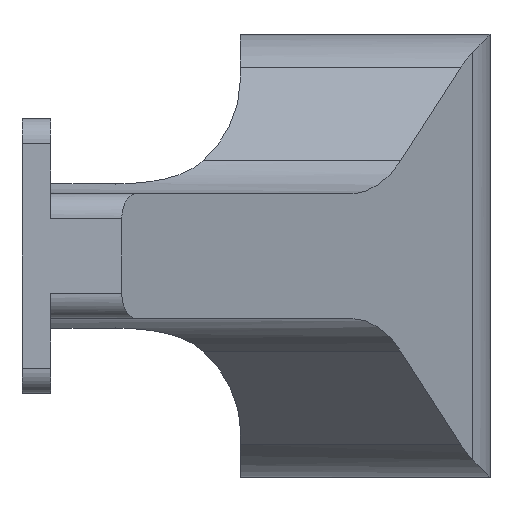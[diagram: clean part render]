
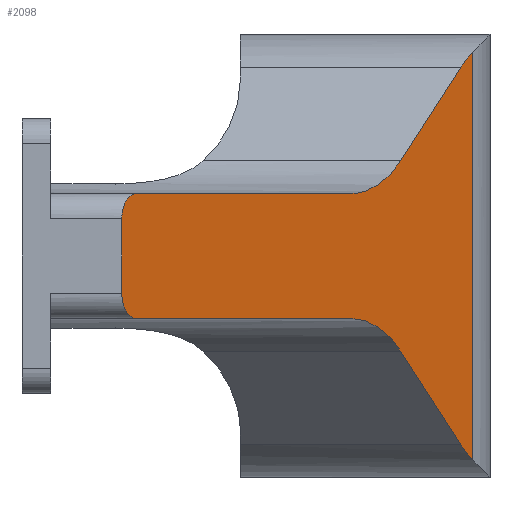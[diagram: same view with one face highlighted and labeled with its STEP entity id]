
A CAD part, left-side view. The second image highlights one B-rep face of the part: STEP entity #2098.
In plain terms, the highlighted planar face has unit normal (-0.508, -0.861, 0).
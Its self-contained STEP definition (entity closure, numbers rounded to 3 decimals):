
#4 = CARTESIAN_POINT ( 'NONE',  ( 36.516, -7.956, -15.575 ) ) ;
#76 = LINE ( 'NONE', #279, #1572 ) ;
#130 = EDGE_CURVE ( 'NONE', #2377, #2392, #896, .T. ) ;
#133 = CARTESIAN_POINT ( 'NONE',  ( 25.981, -1.741, -5.918 ) ) ;
#225 = LINE ( 'NONE', #803, #642 ) ;
#232 = VERTEX_POINT ( 'NONE', #801 ) ;
#279 = CARTESIAN_POINT ( 'NONE',  ( -10.02, 19.5, 18.75 ) ) ;
#310 = LINE ( 'NONE', #2507, #355 ) ;
#311 = VECTOR ( 'NONE', #402, 1000. ) ;
#321 = CARTESIAN_POINT ( 'NONE',  ( -9.192, 19.011, -5. ) ) ;
#322 = CARTESIAN_POINT ( 'NONE',  ( 21.09, 1.145, -5. ) ) ;
#326 = CARTESIAN_POINT ( 'NONE',  ( -10.02, 19.5, 18.75 ) ) ;
#352 = ORIENTED_EDGE ( 'NONE', *, *, #2444, .T. ) ;
#355 = VECTOR ( 'NONE', #2339, 1000. ) ;
#395 = CARTESIAN_POINT ( 'NONE',  ( 36.022, -7.665, 15.122 ) ) ;
#402 = DIRECTION ( 'NONE',  ( -0.676, 0.399, 0.62 ) ) ;
#424 = CARTESIAN_POINT ( 'NONE',  ( -8.02, 18.32, -5. ) ) ;
#441 = CARTESIAN_POINT ( 'NONE',  ( 27.366, -2.558, -7.187 ) ) ;
#462 = CARTESIAN_POINT ( 'NONE',  ( -8.02, 18.32, 5. ) ) ;
#519 = CARTESIAN_POINT ( 'NONE',  ( -29.979, 31.276, -5. ) ) ;
#522 = PLANE ( 'NONE',  #967 ) ;
#578 = CARTESIAN_POINT ( 'NONE',  ( 37.629, -8.613, 16.322 ) ) ;
#583 = CARTESIAN_POINT ( 'NONE',  ( 21.09, 1.145, 5. ) ) ;
#587 = EDGE_CURVE ( 'NONE', #1120, #2359, #1437, .T. ) ;
#614 = VERTEX_POINT ( 'NONE', #1421 ) ;
#619 = CARTESIAN_POINT ( 'NONE',  ( 36.022, -7.665, -15.122 ) ) ;
#630 = ORIENTED_EDGE ( 'NONE', *, *, #2427, .T. ) ;
#633 = CARTESIAN_POINT ( 'NONE',  ( 37.054, -8.273, -15.976 ) ) ;
#642 = VECTOR ( 'NONE', #1788, 1000. ) ;
#708 = CARTESIAN_POINT ( 'NONE',  ( -10.02, 19.5, -3. ) ) ;
#709 =( BOUNDED_CURVE ( )  B_SPLINE_CURVE ( 3, ( #322, #2111, #133, #2124 ),
 .UNSPECIFIED., .F., .T. ) 
 B_SPLINE_CURVE_WITH_KNOTS ( ( 4, 4 ),
 ( 1.571, 2.313 ),
 .UNSPECIFIED. ) 
 CURVE ( )  GEOMETRIC_REPRESENTATION_ITEM ( )  RATIONAL_B_SPLINE_CURVE ( ( 1., 0.955, 0.955, 1. ) ) 
 REPRESENTATION_ITEM ( '' )  );
#714 = FACE_OUTER_BOUND ( 'NONE', #2368, .T. ) ;
#741 = LINE ( 'NONE', #2365, #2306 ) ;
#787 = EDGE_CURVE ( 'NONE', #2297, #2377, #76, .T. ) ;
#790 = CARTESIAN_POINT ( 'NONE',  ( -10.02, 19.5, -3. ) ) ;
#801 = CARTESIAN_POINT ( 'NONE',  ( -8.02, 18.32, 5. ) ) ;
#803 = CARTESIAN_POINT ( 'NONE',  ( 37.629, -8.613, 18.75 ) ) ;
#814 = CARTESIAN_POINT ( 'NONE',  ( 27.847, -2.842, 7.628 ) ) ;
#858 = DIRECTION ( 'NONE',  ( 0.508, 0.861, 0. ) ) ;
#869 = ORIENTED_EDGE ( 'NONE', *, *, #1247, .T. ) ;
#892 = ORIENTED_EDGE ( 'NONE', *, *, #130, .T. ) ;
#896 =( BOUNDED_CURVE ( )  B_SPLINE_CURVE ( 3, ( #708, #1953, #321, #1941 ),
 .UNSPECIFIED., .F., .T. ) 
 B_SPLINE_CURVE_WITH_KNOTS ( ( 4, 4 ),
 ( 0., 1.571 ),
 .UNSPECIFIED. ) 
 CURVE ( )  GEOMETRIC_REPRESENTATION_ITEM ( )  RATIONAL_B_SPLINE_CURVE ( ( 1., 0.805, 0.805, 1. ) ) 
 REPRESENTATION_ITEM ( '' )  );
#960 = DIRECTION ( 'NONE',  ( -0.861, 0.508, 0. ) ) ;
#967 = AXIS2_PLACEMENT_3D ( 'NONE', #326, #858, #1295 ) ;
#977 = VERTEX_POINT ( 'NONE', #2249 ) ;
#983 =( BOUNDED_CURVE ( )  B_SPLINE_CURVE ( 3, ( #619, #4, #633, #2192 ),
 .UNSPECIFIED., .F., .T. ) 
 B_SPLINE_CURVE_WITH_KNOTS ( ( 4, 4 ),
 ( 3.97, 4.171 ),
 .UNSPECIFIED. ) 
 CURVE ( )  GEOMETRIC_REPRESENTATION_ITEM ( )  RATIONAL_B_SPLINE_CURVE ( ( 1., 0.997, 0.997, 1. ) ) 
 REPRESENTATION_ITEM ( '' )  );
#995 = VERTEX_POINT ( 'NONE', #2006 ) ;
#1019 = CARTESIAN_POINT ( 'NONE',  ( 23.622, -0.349, 5. ) ) ;
#1027 = EDGE_CURVE ( 'NONE', #2434, #232, #741, .T. ) ;
#1065 = VERTEX_POINT ( 'NONE', #1377 ) ;
#1120 = VERTEX_POINT ( 'NONE', #2112 ) ;
#1141 = CARTESIAN_POINT ( 'NONE',  ( -10.02, 19.5, 3. ) ) ;
#1157 = ORIENTED_EDGE ( 'NONE', *, *, #787, .T. ) ;
#1171 = ORIENTED_EDGE ( 'NONE', *, *, #1233, .F. ) ;
#1173 = EDGE_CURVE ( 'NONE', #2392, #977, #1955, .T. ) ;
#1233 = EDGE_CURVE ( 'NONE', #1065, #995, #1999, .T. ) ;
#1247 = EDGE_CURVE ( 'NONE', #614, #1120, #225, .T. ) ;
#1259 =( BOUNDED_CURVE ( )  B_SPLINE_CURVE ( 3, ( #814, #1591, #1019, #583 ),
 .UNSPECIFIED., .F., .F. ) 
 B_SPLINE_CURVE_WITH_KNOTS ( ( 4, 4 ),
 ( 3.97, 4.712 ),
 .UNSPECIFIED. ) 
 CURVE ( )  GEOMETRIC_REPRESENTATION_ITEM ( )  RATIONAL_B_SPLINE_CURVE ( ( 1., 0.955, 0.955, 1. ) ) 
 REPRESENTATION_ITEM ( '' )  );
#1271 = CARTESIAN_POINT ( 'NONE',  ( -10.02, 19.5, 4.172 ) ) ;
#1295 = DIRECTION ( 'NONE',  ( -0.861, 0.508, 0. ) ) ;
#1317 = VECTOR ( 'NONE', #1351, 1000. ) ;
#1351 = DIRECTION ( 'NONE',  ( 0.861, -0.508, 0. ) ) ;
#1370 = CARTESIAN_POINT ( 'NONE',  ( 36.516, -7.956, 15.575 ) ) ;
#1377 = CARTESIAN_POINT ( 'NONE',  ( 36.022, -7.665, -15.122 ) ) ;
#1421 = CARTESIAN_POINT ( 'NONE',  ( 37.629, -8.613, -16.322 ) ) ;
#1436 = CARTESIAN_POINT ( 'NONE',  ( -10.02, 19.5, 3. ) ) ;
#1437 =( BOUNDED_CURVE ( )  B_SPLINE_CURVE ( 3, ( #578, #2188, #1370, #395 ),
 .UNSPECIFIED., .F., .T. ) 
 B_SPLINE_CURVE_WITH_KNOTS ( ( 4, 4 ),
 ( 5.253, 5.454 ),
 .UNSPECIFIED. ) 
 CURVE ( )  GEOMETRIC_REPRESENTATION_ITEM ( )  RATIONAL_B_SPLINE_CURVE ( ( 1., 0.997, 0.997, 1. ) ) 
 REPRESENTATION_ITEM ( '' )  );
#1445 = DIRECTION ( 'NONE',  ( 0., 0., -1. ) ) ;
#1472 = ORIENTED_EDGE ( 'NONE', *, *, #587, .T. ) ;
#1572 = VECTOR ( 'NONE', #1445, 1000. ) ;
#1591 = CARTESIAN_POINT ( 'NONE',  ( 25.981, -1.741, 5.918 ) ) ;
#1788 = DIRECTION ( 'NONE',  ( 0., 0., 1. ) ) ;
#1852 = ORIENTED_EDGE ( 'NONE', *, *, #1173, .T. ) ;
#1906 = ORIENTED_EDGE ( 'NONE', *, *, #2489, .T. ) ;
#1941 = CARTESIAN_POINT ( 'NONE',  ( -8.02, 18.32, -5. ) ) ;
#1953 = CARTESIAN_POINT ( 'NONE',  ( -10.02, 19.5, -4.172 ) ) ;
#1955 = LINE ( 'NONE', #519, #1317 ) ;
#1975 = CARTESIAN_POINT ( 'NONE',  ( 21.09, 1.145, 5. ) ) ;
#1999 = LINE ( 'NONE', #441, #311 ) ;
#2006 = CARTESIAN_POINT ( 'NONE',  ( 27.847, -2.842, -7.628 ) ) ;
#2024 = ORIENTED_EDGE ( 'NONE', *, *, #2262, .T. ) ;
#2043 =( BOUNDED_CURVE ( )  B_SPLINE_CURVE ( 3, ( #462, #2481, #1271, #1436 ),
 .UNSPECIFIED., .F., .F. ) 
 B_SPLINE_CURVE_WITH_KNOTS ( ( 4, 4 ),
 ( 4.712, 6.283 ),
 .UNSPECIFIED. ) 
 CURVE ( )  GEOMETRIC_REPRESENTATION_ITEM ( )  RATIONAL_B_SPLINE_CURVE ( ( 1., 0.805, 0.805, 1. ) ) 
 REPRESENTATION_ITEM ( '' )  );
#2098 = ADVANCED_FACE ( 'NONE', ( #714 ), #522, .F. ) ;
#2111 = CARTESIAN_POINT ( 'NONE',  ( 23.622, -0.349, -5. ) ) ;
#2112 = CARTESIAN_POINT ( 'NONE',  ( 37.629, -8.613, 16.322 ) ) ;
#2124 = CARTESIAN_POINT ( 'NONE',  ( 27.847, -2.842, -7.628 ) ) ;
#2188 = CARTESIAN_POINT ( 'NONE',  ( 37.054, -8.273, 15.976 ) ) ;
#2192 = CARTESIAN_POINT ( 'NONE',  ( 37.629, -8.613, -16.322 ) ) ;
#2204 = CARTESIAN_POINT ( 'NONE',  ( 36.022, -7.665, 15.122 ) ) ;
#2206 = VERTEX_POINT ( 'NONE', #2484 ) ;
#2216 = ORIENTED_EDGE ( 'NONE', *, *, #1027, .T. ) ;
#2249 = CARTESIAN_POINT ( 'NONE',  ( 21.09, 1.145, -5. ) ) ;
#2262 = EDGE_CURVE ( 'NONE', #977, #995, #709, .T. ) ;
#2291 = EDGE_CURVE ( 'NONE', #2206, #2359, #310, .T. ) ;
#2297 = VERTEX_POINT ( 'NONE', #1141 ) ;
#2306 = VECTOR ( 'NONE', #960, 1000. ) ;
#2339 = DIRECTION ( 'NONE',  ( 0.676, -0.399, 0.62 ) ) ;
#2359 = VERTEX_POINT ( 'NONE', #2204 ) ;
#2365 = CARTESIAN_POINT ( 'NONE',  ( -29.979, 31.276, 5. ) ) ;
#2368 = EDGE_LOOP ( 'NONE', ( #869, #1472, #2466, #352, #2216, #1906, #1157, #892, #1852, #2024, #1171, #630 ) ) ;
#2377 = VERTEX_POINT ( 'NONE', #790 ) ;
#2392 = VERTEX_POINT ( 'NONE', #424 ) ;
#2427 = EDGE_CURVE ( 'NONE', #1065, #614, #983, .T. ) ;
#2434 = VERTEX_POINT ( 'NONE', #1975 ) ;
#2444 = EDGE_CURVE ( 'NONE', #2206, #2434, #1259, .T. ) ;
#2466 = ORIENTED_EDGE ( 'NONE', *, *, #2291, .F. ) ;
#2481 = CARTESIAN_POINT ( 'NONE',  ( -9.192, 19.011, 5. ) ) ;
#2484 = CARTESIAN_POINT ( 'NONE',  ( 27.847, -2.842, 7.628 ) ) ;
#2489 = EDGE_CURVE ( 'NONE', #232, #2297, #2043, .T. ) ;
#2507 = CARTESIAN_POINT ( 'NONE',  ( 27.366, -2.558, 7.187 ) ) ;
